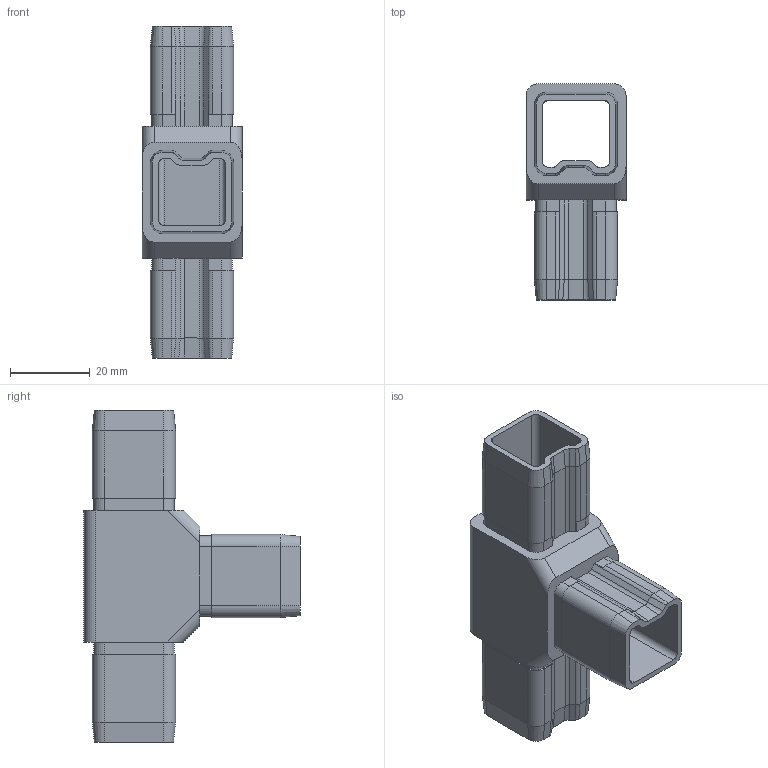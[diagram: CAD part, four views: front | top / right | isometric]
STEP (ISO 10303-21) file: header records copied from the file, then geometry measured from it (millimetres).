
FILE_DESCRIPTION (( 'STEP AP203' ), '1' );
FILE_NAME ('10132525.step', '2020-03-09T09:17:45', ( '' ), ( '' ), 'SwSTEP 2.0', 'SolidWorks 2015', '' );
FILE_SCHEMA (( 'CONFIG_CONTROL_DESIGN' ));
Length unit declared in the file: millimetre
Products named in the file (2): 10132525
Bounding box: 25 x 54 x 83 mm (x, y, z)
Volume: 21604.7 mm3; surface area: 17183.3 mm2
Topology: 1 solids, 1 shells, 471 faces, 1200 edges, 745 vertices
Faces by surface type: plane 244, bspline 111, cylinder 86, cone 24, sphere 6
Entity records: 19626 total; most frequent: CARTESIAN_POINT 8920, ORIENTED_EDGE 2384, DIRECTION 1839, EDGE_CURVE 1192, LINE 783, VECTOR 783, VERTEX_POINT 745, AXIS2_PLACEMENT_3D 528
